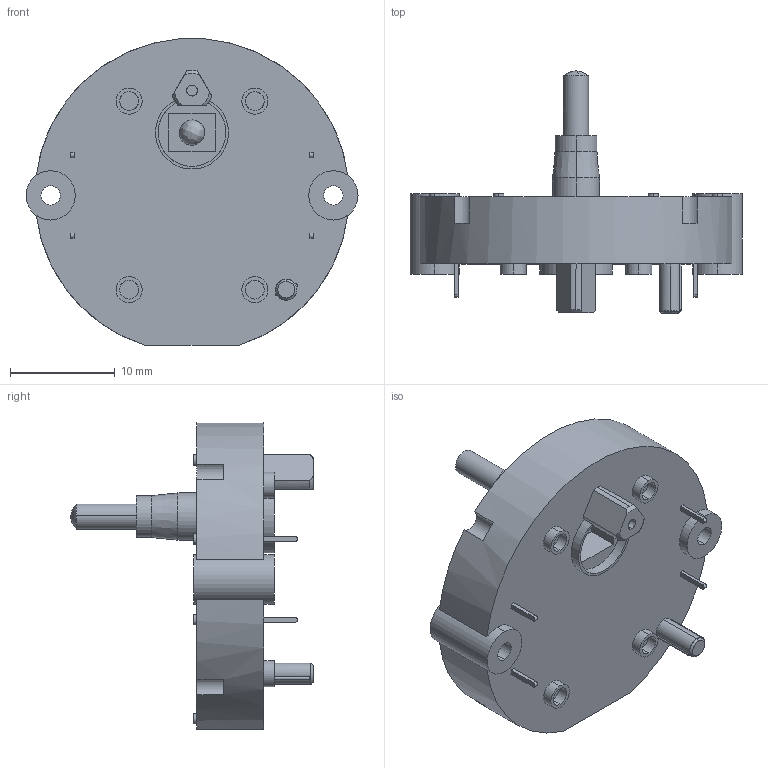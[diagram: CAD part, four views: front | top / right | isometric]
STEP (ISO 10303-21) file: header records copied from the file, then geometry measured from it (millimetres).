
FILE_DESCRIPTION (( 'STEP AP214' ), '1' );
FILE_NAME ('User Library-VID23-01.STEP', '2018-02-25T07:39:27', ( '' ), ( '' ), 'SwSTEP 2.0', 'SolidWorks 2018', '' );
FILE_SCHEMA (( 'AUTOMOTIVE_DESIGN' ));
Length unit declared in the file: millimetre
Products named in the file (4): User Library-VID23-01_Shaft; User Library-VID23-01; User Library-VID23-01_Elec; User Library-VID23-01_vid2
Assembly tree (6 placements, depth 2):
  User Library-VID23-01
    User Library-VID23-01_Shaft
    User Library-VID23-01_vid2
    User Library-VID23-01_Elec  x4
Bounding box: 31.7 x 23.12 x 29.25 mm (x, y, z)
Volume: 4649.2 mm3; surface area: 2692.8 mm2
Topology: 6 solids, 6 shells, 187 faces, 437 edges, 285 vertices
Faces by surface type: plane 82, cylinder 77, bspline 24, cone 4
Entity records: 8299 total; most frequent: CARTESIAN_POINT 2457, ORIENTED_EDGE 798, DIRECTION 792, EDGE_CURVE 399, AXIS2_PLACEMENT_3D 312, VERTEX_POINT 261, EDGE_LOOP 200, UNCERTAINTY_MEASURE_WITH_UNIT 179
